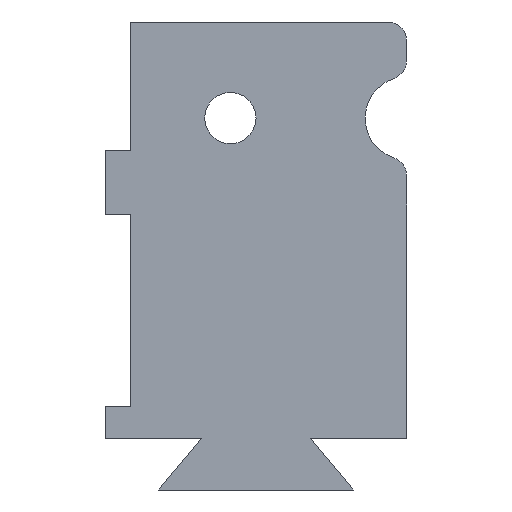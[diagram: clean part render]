
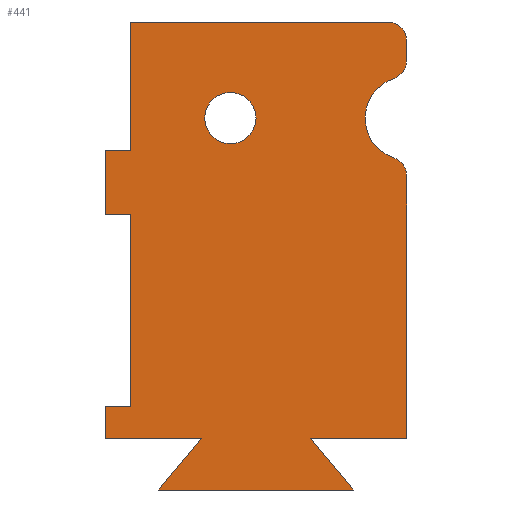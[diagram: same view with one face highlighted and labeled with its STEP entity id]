
A CAD part, left-side view. The second image highlights one B-rep face of the part: STEP entity #441.
In plain terms, the highlighted planar face has unit normal (-1, 0, 0).
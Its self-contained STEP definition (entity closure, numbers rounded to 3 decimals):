
#22=FACE_BOUND('',#65,.T.);
#29=CIRCLE('',#494,3.);
#30=CIRCLE('',#495,6.5);
#31=CIRCLE('',#496,3.);
#32=CIRCLE('',#497,3.);
#33=CIRCLE('',#498,4.);
#39=FACE_OUTER_BOUND('',#64,.T.);
#64=EDGE_LOOP('',(#322,#323,#324,#325,#326,#327,#328,#329,#330,#331,#332,
#333,#334,#335,#336,#337,#338,#339,#340));
#65=EDGE_LOOP('',(#341));
#89=LINE('',#654,#140);
#106=LINE('',#697,#157);
#107=LINE('',#701,#158);
#108=LINE('',#703,#159);
#109=LINE('',#711,#160);
#110=LINE('',#715,#161);
#111=LINE('',#717,#162);
#112=LINE('',#719,#163);
#113=LINE('',#721,#164);
#114=LINE('',#723,#165);
#115=LINE('',#725,#166);
#116=LINE('',#727,#167);
#117=LINE('',#728,#168);
#118=LINE('',#730,#169);
#119=LINE('',#731,#170);
#140=VECTOR('',#527,10.);
#157=VECTOR('',#558,10.);
#158=VECTOR('',#561,10.);
#159=VECTOR('',#562,10.);
#160=VECTOR('',#569,10.);
#161=VECTOR('',#572,10.);
#162=VECTOR('',#573,10.);
#163=VECTOR('',#574,10.);
#164=VECTOR('',#575,10.);
#165=VECTOR('',#576,10.);
#166=VECTOR('',#577,10.);
#167=VECTOR('',#578,10.);
#168=VECTOR('',#579,10.);
#169=VECTOR('',#580,10.);
#170=VECTOR('',#581,10.);
#191=VERTEX_POINT('',#651);
#192=VERTEX_POINT('',#653);
#211=VERTEX_POINT('',#695);
#212=VERTEX_POINT('',#699);
#213=VERTEX_POINT('',#700);
#214=VERTEX_POINT('',#702);
#215=VERTEX_POINT('',#704);
#216=VERTEX_POINT('',#706);
#217=VERTEX_POINT('',#708);
#218=VERTEX_POINT('',#710);
#219=VERTEX_POINT('',#712);
#220=VERTEX_POINT('',#714);
#221=VERTEX_POINT('',#716);
#222=VERTEX_POINT('',#718);
#223=VERTEX_POINT('',#720);
#224=VERTEX_POINT('',#722);
#225=VERTEX_POINT('',#724);
#226=VERTEX_POINT('',#726);
#227=VERTEX_POINT('',#729);
#228=VERTEX_POINT('',#732);
#233=EDGE_CURVE('',#191,#192,#89,.T.);
#255=EDGE_CURVE('',#211,#191,#106,.T.);
#256=EDGE_CURVE('',#212,#213,#107,.T.);
#257=EDGE_CURVE('',#212,#214,#108,.T.);
#258=EDGE_CURVE('',#214,#215,#29,.T.);
#259=EDGE_CURVE('',#216,#215,#30,.T.);
#260=EDGE_CURVE('',#216,#217,#31,.T.);
#261=EDGE_CURVE('',#217,#218,#109,.T.);
#262=EDGE_CURVE('',#218,#219,#32,.T.);
#263=EDGE_CURVE('',#220,#219,#110,.T.);
#264=EDGE_CURVE('',#221,#220,#111,.T.);
#265=EDGE_CURVE('',#221,#222,#112,.T.);
#266=EDGE_CURVE('',#222,#223,#113,.T.);
#267=EDGE_CURVE('',#224,#223,#114,.T.);
#268=EDGE_CURVE('',#225,#224,#115,.T.);
#269=EDGE_CURVE('',#225,#226,#116,.T.);
#270=EDGE_CURVE('',#226,#192,#117,.T.);
#271=EDGE_CURVE('',#227,#211,#118,.T.);
#272=EDGE_CURVE('',#213,#227,#119,.T.);
#273=EDGE_CURVE('',#228,#228,#33,.T.);
#322=ORIENTED_EDGE('',*,*,#256,.F.);
#323=ORIENTED_EDGE('',*,*,#257,.T.);
#324=ORIENTED_EDGE('',*,*,#258,.T.);
#325=ORIENTED_EDGE('',*,*,#259,.F.);
#326=ORIENTED_EDGE('',*,*,#260,.T.);
#327=ORIENTED_EDGE('',*,*,#261,.T.);
#328=ORIENTED_EDGE('',*,*,#262,.T.);
#329=ORIENTED_EDGE('',*,*,#263,.F.);
#330=ORIENTED_EDGE('',*,*,#264,.F.);
#331=ORIENTED_EDGE('',*,*,#265,.T.);
#332=ORIENTED_EDGE('',*,*,#266,.T.);
#333=ORIENTED_EDGE('',*,*,#267,.F.);
#334=ORIENTED_EDGE('',*,*,#268,.F.);
#335=ORIENTED_EDGE('',*,*,#269,.T.);
#336=ORIENTED_EDGE('',*,*,#270,.T.);
#337=ORIENTED_EDGE('',*,*,#233,.F.);
#338=ORIENTED_EDGE('',*,*,#255,.F.);
#339=ORIENTED_EDGE('',*,*,#271,.F.);
#340=ORIENTED_EDGE('',*,*,#272,.F.);
#341=ORIENTED_EDGE('',*,*,#273,.F.);
#423=PLANE('',#493);
#441=ADVANCED_FACE('',(#39,#22),#423,.F.);
#493=AXIS2_PLACEMENT_3D('',#698,#559,#560);
#494=AXIS2_PLACEMENT_3D('',#705,#563,#564);
#495=AXIS2_PLACEMENT_3D('',#707,#565,#566);
#496=AXIS2_PLACEMENT_3D('',#709,#567,#568);
#497=AXIS2_PLACEMENT_3D('',#713,#570,#571);
#498=AXIS2_PLACEMENT_3D('',#733,#582,#583);
#527=DIRECTION('',(0.,1.,0.));
#558=DIRECTION('',(0.,-0.643,0.766));
#559=DIRECTION('center_axis',(1.,0.,0.));
#560=DIRECTION('ref_axis',(0.,-1.,0.));
#561=DIRECTION('',(0.,1.,0.));
#562=DIRECTION('',(0.,0.,1.));
#563=DIRECTION('center_axis',(-1.,0.,0.));
#564=DIRECTION('ref_axis',(0.,-0.812,0.584));
#565=DIRECTION('center_axis',(-1.,0.,0.));
#566=DIRECTION('ref_axis',(0.,0.003,1.));
#567=DIRECTION('center_axis',(-1.,0.,0.));
#568=DIRECTION('ref_axis',(0.,-0.812,-0.584));
#569=DIRECTION('',(0.,0.,1.));
#570=DIRECTION('center_axis',(-1.,0.,0.));
#571=DIRECTION('ref_axis',(0.,-0.707,0.707));
#572=DIRECTION('',(0.,-1.,0.));
#573=DIRECTION('',(0.,0.,1.));
#574=DIRECTION('',(0.,1.,0.));
#575=DIRECTION('',(0.,0.,-1.));
#576=DIRECTION('',(0.,1.,0.));
#577=DIRECTION('',(0.,0.,1.));
#578=DIRECTION('',(0.,1.,0.));
#579=DIRECTION('',(0.,0.,-1.));
#580=DIRECTION('',(0.,1.,0.));
#581=DIRECTION('',(0.,-0.643,-0.766));
#582=DIRECTION('center_axis',(-1.,0.,0.));
#583=DIRECTION('ref_axis',(0.,0.,-1.));
#651=CARTESIAN_POINT('',(-5.,3.5,55.));
#653=CARTESIAN_POINT('',(-5.,18.5,55.));
#654=CARTESIAN_POINT('',(-5.,16.5,55.));
#695=CARTESIAN_POINT('',(-5.,10.213,47.));
#697=CARTESIAN_POINT('',(-5.,19.314,36.154));
#698=CARTESIAN_POINT('Origin',(-5.,14.5,0.));
#699=CARTESIAN_POINT('',(-5.,-28.5,55.));
#700=CARTESIAN_POINT('',(-5.,-13.5,55.));
#701=CARTESIAN_POINT('',(-5.,0.5,55.));
#702=CARTESIAN_POINT('',(-5.,-28.5,95.992));
#703=CARTESIAN_POINT('',(-5.,-28.5,-120.));
#704=CARTESIAN_POINT('',(-5.,-26.453,98.837));
#705=CARTESIAN_POINT('Origin',(-5.,-25.5,95.992));
#706=CARTESIAN_POINT('',(-5.,-26.453,111.163));
#707=CARTESIAN_POINT('Origin',(-5.,-28.518,105.));
#708=CARTESIAN_POINT('',(-5.,-28.5,114.008));
#709=CARTESIAN_POINT('Origin',(-5.,-25.5,114.008));
#710=CARTESIAN_POINT('',(-5.,-28.5,117.));
#711=CARTESIAN_POINT('',(-5.,-28.5,-120.));
#712=CARTESIAN_POINT('',(-5.,-25.5,120.));
#713=CARTESIAN_POINT('Origin',(-5.,-25.5,117.));
#714=CARTESIAN_POINT('',(-5.,14.5,120.));
#715=CARTESIAN_POINT('',(-5.,-14.5,120.));
#716=CARTESIAN_POINT('',(-5.,14.5,100.));
#717=CARTESIAN_POINT('',(-5.,14.5,0.));
#718=CARTESIAN_POINT('',(-5.,18.5,100.));
#719=CARTESIAN_POINT('',(-5.,14.5,100.));
#720=CARTESIAN_POINT('',(-5.,18.5,90.));
#721=CARTESIAN_POINT('',(-5.,18.5,100.));
#722=CARTESIAN_POINT('',(-5.,14.5,90.));
#723=CARTESIAN_POINT('',(-5.,14.5,90.));
#724=CARTESIAN_POINT('',(-5.,14.5,60.));
#725=CARTESIAN_POINT('',(-5.,14.5,0.));
#726=CARTESIAN_POINT('',(-5.,18.5,60.));
#727=CARTESIAN_POINT('',(-5.,14.5,60.));
#728=CARTESIAN_POINT('',(-5.,18.5,60.));
#729=CARTESIAN_POINT('',(-5.,-20.213,47.));
#730=CARTESIAN_POINT('',(-5.,12.356,47.));
#731=CARTESIAN_POINT('',(-5.,-24.613,41.756));
#732=CARTESIAN_POINT('',(-5.,-1.,109.));
#733=CARTESIAN_POINT('Origin',(-5.,-1.,105.));
